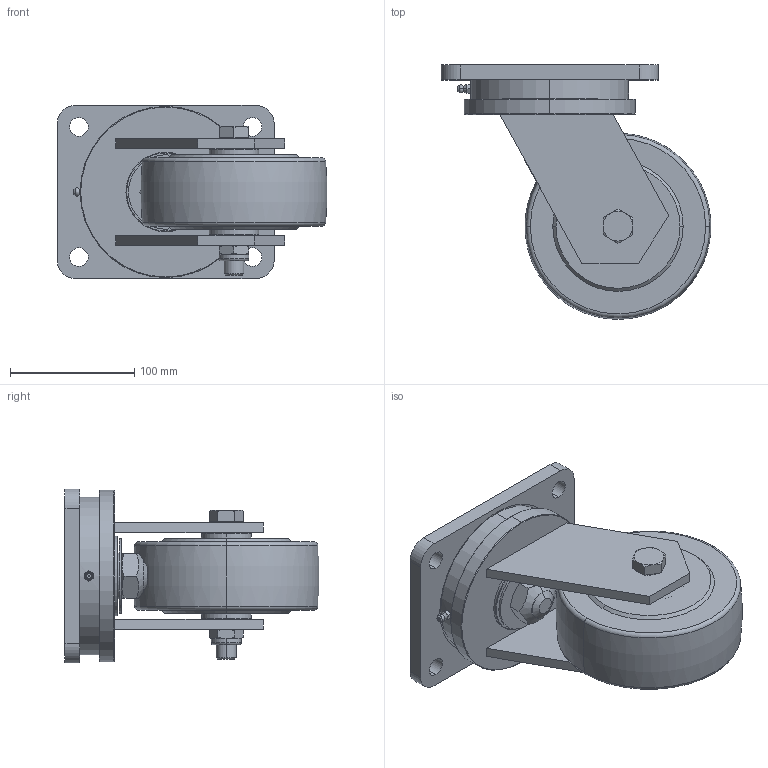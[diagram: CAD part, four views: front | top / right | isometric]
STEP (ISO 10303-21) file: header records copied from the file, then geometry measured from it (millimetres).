
FILE_DESCRIPTION (( 'STEP AP203' ), '1' );
FILE_NAME ('0028581K_LPSX_GPOS_150_K.STEP', '2011-05-25T10:08:58', ( ' ' ), ( '' ), 'SwSTEP 2.0', 'SolidWorks 2011', '' );
FILE_SCHEMA (( 'CONFIG_CONTROL_DESIGN' ));
Length unit declared in the file: millimetre
Products named in the file (1): 0028581K_LPSX_GPOS_150_K
Bounding box: 217.38 x 204.8 x 140 mm (x, y, z)
Volume: 1715243.5 mm3; surface area: 270981.9 mm2
Topology: 3 solids, 14 shells, 375 faces, 811 edges, 493 vertices
Faces by surface type: cylinder 117, plane 111, cone 99, torus 46, sphere 2
Entity records: 10791 total; most frequent: CARTESIAN_POINT 2268, DIRECTION 1938, ORIENTED_EDGE 1616, AXIS2_PLACEMENT_3D 822, EDGE_CURVE 808, VERTEX_POINT 492, CIRCLE 446, EDGE_LOOP 444
